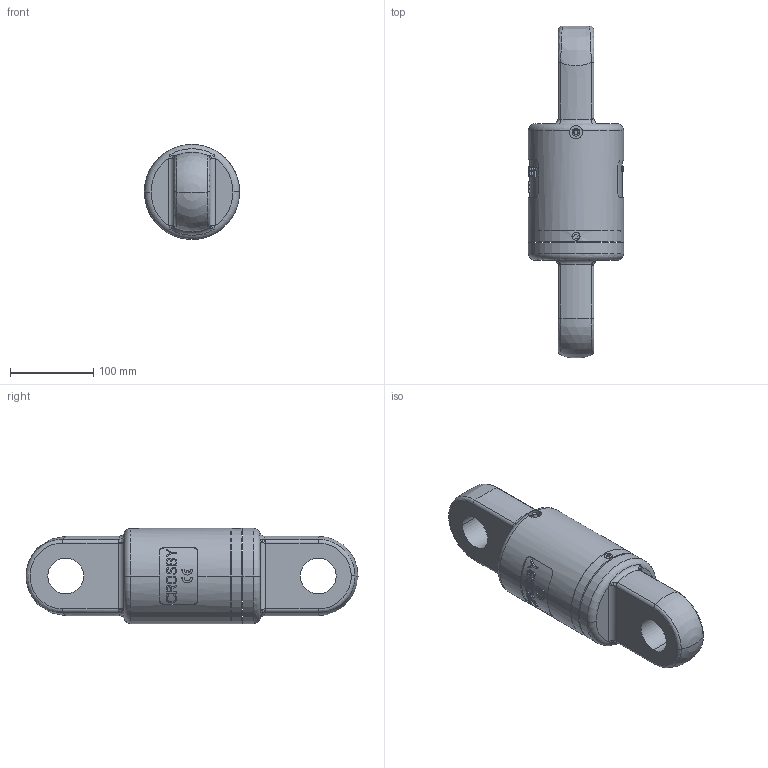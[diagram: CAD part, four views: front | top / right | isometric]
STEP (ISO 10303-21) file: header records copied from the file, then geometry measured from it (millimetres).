
FILE_DESCRIPTION((''),'2;1');
FILE_NAME('CROSBY_SWIVEL_10-S-5_297654','2006-01-03T',('ADoughty'),('The Crosby Group, Inc.'),'PRO/ENGINEER BY PARAMETRIC TECHNOLOGY CORPORATION, 2005170','PRO/ENGINEER BY PARAMETRIC TECHNOLOGY CORPORATION, 2005170','');
FILE_SCHEMA(('CONFIG_CONTROL_DESIGN'));
Length unit declared in the file: inch
Products named in the file (1): CROSBY_SWIVEL_10-S-5_297654
Bounding box: 114.3 x 399.16 x 114.3 mm (x, y, z)
Volume: 1952554.8 mm3; surface area: 218467.9 mm2
Topology: 2 solids, 2 shells, 472 faces, 1250 edges, 809 vertices
Faces by surface type: plane 318, cylinder 83, bspline 31, torus 28, cone 8, extrusion 2, sphere 2
Entity records: 18057 total; most frequent: CARTESIAN_POINT 7167, ORIENTED_EDGE 2496, DIRECTION 1915, EDGE_CURVE 1248, VERTEX_POINT 809, AXIS2_PLACEMENT_3D 717, EDGE_LOOP 505, B_SPLINE_CURVE_WITH_KNOTS 493
